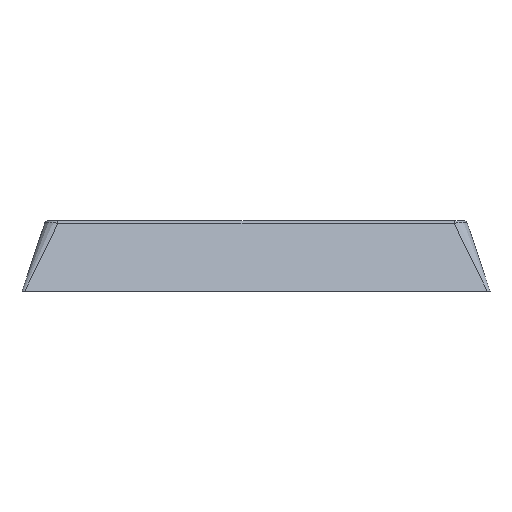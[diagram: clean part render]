
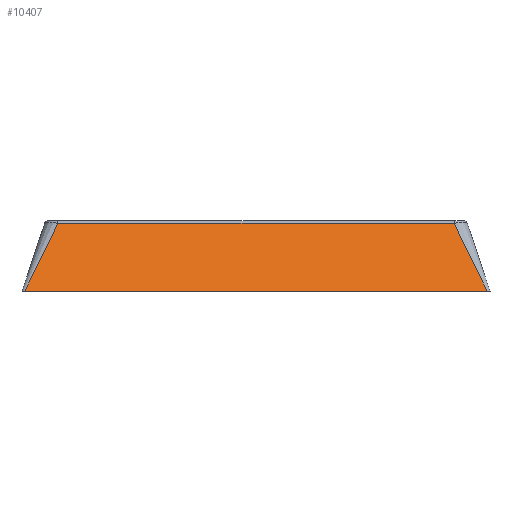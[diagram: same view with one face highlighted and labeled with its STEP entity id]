
A CAD part, top view. The second image highlights one B-rep face of the part: STEP entity #10407.
In plain terms, the highlighted planar face has unit normal (0, 0.342, 0.94).
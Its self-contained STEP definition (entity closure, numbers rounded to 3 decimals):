
#84 = CARTESIAN_POINT ( 'NONE',  ( 4.69, 8.87, -3.228 ) ) ;
#100 = FACE_OUTER_BOUND ( 'NONE', #8532, .T. ) ;
#223 = DIRECTION ( 'NONE',  ( -1., 0., 0. ) ) ;
#433 = VERTEX_POINT ( 'NONE', #3211 ) ;
#490 = CARTESIAN_POINT ( 'NONE',  ( 59.957, 1.525, -0.555 ) ) ;
#597 = CARTESIAN_POINT ( 'NONE',  ( 58.515, 4.506, -1.64 ) ) ;
#746 = CARTESIAN_POINT ( 'NONE',  ( 1.108, 1.53, -0.557 ) ) ;
#916 = CARTESIAN_POINT ( 'NONE',  ( 2.847, 5.12, -1.863 ) ) ;
#1197 = CARTESIAN_POINT ( 'NONE',  ( 4.855, 8.87, -3.228 ) ) ;
#1344 = CARTESIAN_POINT ( 'NONE',  ( 57.199, 7.202, -2.621 ) ) ;
#1546 = EDGE_CURVE ( 'NONE', #433, #4559, #10711, .T. ) ;
#1775 = CARTESIAN_POINT ( 'NONE',  ( 3.859, 7.191, -2.617 ) ) ;
#1828 = LINE ( 'NONE', #7125, #3817 ) ;
#1866 = EDGE_CURVE ( 'NONE', #5279, #433, #1828, .T. ) ;
#2447 = DIRECTION ( 'NONE',  ( 0., 0.342, 0.94 ) ) ;
#2494 = VECTOR ( 'NONE', #223, 1000. ) ;
#2519 = CARTESIAN_POINT ( 'NONE',  ( 3.195, 5.834, -2.123 ) ) ;
#2572 = CARTESIAN_POINT ( 'NONE',  ( 2.617, 4.648, -1.692 ) ) ;
#2674 = PLANE ( 'NONE',  #10752 ) ;
#2679 = DIRECTION ( 'NONE',  ( 1., 0., 0. ) ) ;
#2881 = CARTESIAN_POINT ( 'NONE',  ( 0.376, 0., 0. ) ) ;
#3062 = CARTESIAN_POINT ( 'NONE',  ( 58.482, 4.572, -1.664 ) ) ;
#3167 = CARTESIAN_POINT ( 'NONE',  ( 56.688, 8.238, -2.998 ) ) ;
#3211 = CARTESIAN_POINT ( 'NONE',  ( 60.686, 0., 0. ) ) ;
#3228 = CARTESIAN_POINT ( 'NONE',  ( 59.225, 3.044, -1.108 ) ) ;
#3662 = ORIENTED_EDGE ( 'NONE', *, *, #10140, .T. ) ;
#3817 = VECTOR ( 'NONE', #2679, 1000. ) ;
#4559 = VERTEX_POINT ( 'NONE', #9771 ) ;
#4905 = ORIENTED_EDGE ( 'NONE', *, *, #1866, .T. ) ;
#4983 = CARTESIAN_POINT ( 'NONE',  ( 58.473, 4.592, -1.671 ) ) ;
#5077 = CARTESIAN_POINT ( 'NONE',  ( 2.591, 4.595, -1.672 ) ) ;
#5279 = VERTEX_POINT ( 'NONE', #2881 ) ;
#5723 = CARTESIAN_POINT ( 'NONE',  ( 60.686, 0., 0. ) ) ;
#5836 = CARTESIAN_POINT ( 'NONE',  ( 57.865, 5.84, -2.126 ) ) ;
#6527 = CARTESIAN_POINT ( 'NONE',  ( 56.373, 8.87, -3.228 ) ) ;
#6905 = CARTESIAN_POINT ( 'NONE',  ( 2.681, 4.78, -1.74 ) ) ;
#6947 = DIRECTION ( 'NONE',  ( 0., -0.94, 0.342 ) ) ;
#7010 = EDGE_CURVE ( 'NONE', #4559, #7358, #7300, .T. ) ;
#7125 = CARTESIAN_POINT ( 'NONE',  ( 0., 0., 0. ) ) ;
#7300 = LINE ( 'NONE', #1197, #2494 ) ;
#7358 = VERTEX_POINT ( 'NONE', #84 ) ;
#8067 = ORIENTED_EDGE ( 'NONE', *, *, #1546, .T. ) ;
#8525 = CARTESIAN_POINT ( 'NONE',  ( 58.215, 5.121, -1.864 ) ) ;
#8532 = EDGE_LOOP ( 'NONE', ( #8067, #8720, #3662, #4905 ) ) ;
#8558 = CARTESIAN_POINT ( 'NONE',  ( 2.549, 4.508, -1.641 ) ) ;
#8701 = B_SPLINE_CURVE_WITH_KNOTS ( 'NONE', 3,
 ( #9700, #9581, #1775, #2519, #916, #6905, #2572, #5077, #10388, #8558, #8786, #746, #8729 ),
 .UNSPECIFIED., .F., .F.,
 ( 4, 1, 1, 1, 1, 2, 2, 1, 4 ),
 ( 0.042, 0.281, 0.401, 0.461, 0.491, 0.498, 0.506, 0.521, 1. ),
 .UNSPECIFIED. ) ;
#8720 = ORIENTED_EDGE ( 'NONE', *, *, #7010, .T. ) ;
#8729 = CARTESIAN_POINT ( 'NONE',  ( 0.376, 0., 0. ) ) ;
#8786 = CARTESIAN_POINT ( 'NONE',  ( 1.841, 3.05, -1.11 ) ) ;
#9323 = CARTESIAN_POINT ( 'NONE',  ( 58.382, 4.779, -1.739 ) ) ;
#9581 = CARTESIAN_POINT ( 'NONE',  ( 4.373, 8.231, -2.996 ) ) ;
#9700 = CARTESIAN_POINT ( 'NONE',  ( 4.69, 8.87, -3.228 ) ) ;
#9771 = CARTESIAN_POINT ( 'NONE',  ( 56.373, 8.87, -3.228 ) ) ;
#10140 = EDGE_CURVE ( 'NONE', #7358, #5279, #8701, .T. ) ;
#10258 = CARTESIAN_POINT ( 'NONE',  ( 0., 0., 0. ) ) ;
#10388 = CARTESIAN_POINT ( 'NONE',  ( 2.582, 4.575, -1.665 ) ) ;
#10407 = ADVANCED_FACE ( 'NONE', ( #100 ), #2674, .T. ) ;
#10711 = B_SPLINE_CURVE_WITH_KNOTS ( 'NONE', 3,
 ( #5723, #490, #3228, #597, #3062, #4983, #10987, #9323, #8525, #5836, #1344, #3167, #6527 ),
 .UNSPECIFIED., .F., .F.,
 ( 4, 1, 2, 2, 1, 1, 1, 1, 4 ),
 ( 0., 0.479, 0.494, 0.501, 0.509, 0.539, 0.599, 0.718, 0.958 ),
 .UNSPECIFIED. ) ;
#10752 = AXIS2_PLACEMENT_3D ( 'NONE', #10258, #2447, #6947 ) ;
#10987 = CARTESIAN_POINT ( 'NONE',  ( 58.447, 4.646, -1.691 ) ) ;
